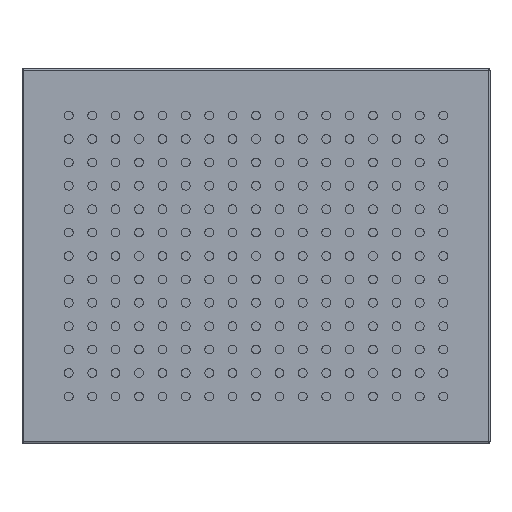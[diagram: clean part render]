
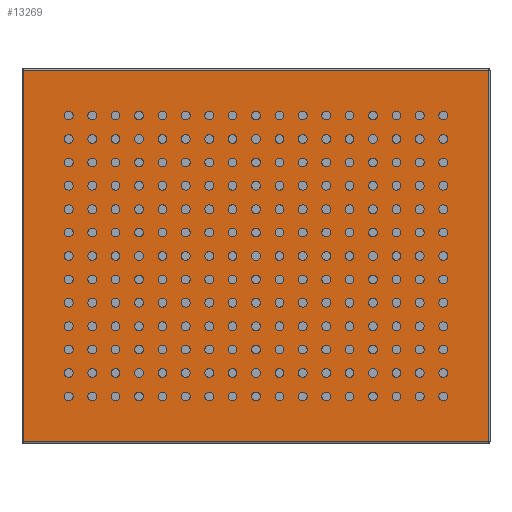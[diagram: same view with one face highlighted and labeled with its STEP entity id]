
A CAD part, front view. The second image highlights one B-rep face of the part: STEP entity #13269.
In plain terms, the highlighted face is planar.
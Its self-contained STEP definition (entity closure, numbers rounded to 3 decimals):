
#1004 = DIRECTION ( 'NONE',  ( 0., 1., 0. ) ) ;
#1037 = CARTESIAN_POINT ( 'NONE',  ( -149.2, -119.2, 15.5 ) ) ;
#1456 = ORIENTED_EDGE ( 'NONE', *, *, #11897, .T. ) ;
#2067 = CARTESIAN_POINT ( 'NONE',  ( -149.2, -119.2, 15.5 ) ) ;
#2331 = CARTESIAN_POINT ( 'NONE',  ( -149.2, 119.2, 15.5 ) ) ;
#3047 = CARTESIAN_POINT ( 'NONE',  ( -150., -120., 15.5 ) ) ;
#3305 = LINE ( 'NONE', #10648, #8955 ) ;
#3879 = DIRECTION ( 'NONE',  ( 1., 0., 0. ) ) ;
#4468 = AXIS2_PLACEMENT_3D ( 'NONE', #3047, #5278, #13144 ) ;
#4534 = VERTEX_POINT ( 'NONE', #2331 ) ;
#4814 = VECTOR ( 'NONE', #10258, 1000. ) ;
#5278 = DIRECTION ( 'NONE',  ( 0., 0., 1. ) ) ;
#5697 = CARTESIAN_POINT ( 'NONE',  ( -149.2, 119.2, 15.5 ) ) ;
#6434 = VECTOR ( 'NONE', #8942, 1000. ) ;
#6672 = ORIENTED_EDGE ( 'NONE', *, *, #7595, .T. ) ;
#6758 = LINE ( 'NONE', #5697, #4814 ) ;
#7001 = EDGE_CURVE ( 'NONE', #4534, #13951, #9430, .T. ) ;
#7029 = VERTEX_POINT ( 'NONE', #11190 ) ;
#7595 = EDGE_CURVE ( 'NONE', #7029, #4534, #6758, .T. ) ;
#7795 = CARTESIAN_POINT ( 'NONE',  ( 149.2, 119.2, 15.5 ) ) ;
#7914 = VECTOR ( 'NONE', #1004, 1000. ) ;
#7990 = ORIENTED_EDGE ( 'NONE', *, *, #7001, .T. ) ;
#8167 = FACE_OUTER_BOUND ( 'NONE', #12364, .T. ) ;
#8181 = VERTEX_POINT ( 'NONE', #12341 ) ;
#8942 = DIRECTION ( 'NONE',  ( 0., -1., 0. ) ) ;
#8955 = VECTOR ( 'NONE', #3879, 1000. ) ;
#9430 = LINE ( 'NONE', #1037, #6434 ) ;
#9795 = PLANE ( 'NONE',  #4468 ) ;
#9947 = ORIENTED_EDGE ( 'NONE', *, *, #12442, .T. ) ;
#10258 = DIRECTION ( 'NONE',  ( -1., 0., 0. ) ) ;
#10648 = CARTESIAN_POINT ( 'NONE',  ( 149.2, -119.2, 15.5 ) ) ;
#11190 = CARTESIAN_POINT ( 'NONE',  ( 149.2, 119.2, 15.5 ) ) ;
#11897 = EDGE_CURVE ( 'NONE', #8181, #7029, #14546, .T. ) ;
#12341 = CARTESIAN_POINT ( 'NONE',  ( 149.2, -119.2, 15.5 ) ) ;
#12364 = EDGE_LOOP ( 'NONE', ( #9947, #1456, #6672, #7990 ) ) ;
#12442 = EDGE_CURVE ( 'NONE', #13951, #8181, #3305, .T. ) ;
#13144 = DIRECTION ( 'NONE',  ( 1., 0., 0. ) ) ;
#13269 = ADVANCED_FACE ( 'NONE', ( #8167 ), #9795, .T. ) ;
#13951 = VERTEX_POINT ( 'NONE', #2067 ) ;
#14546 = LINE ( 'NONE', #7795, #7914 ) ;
